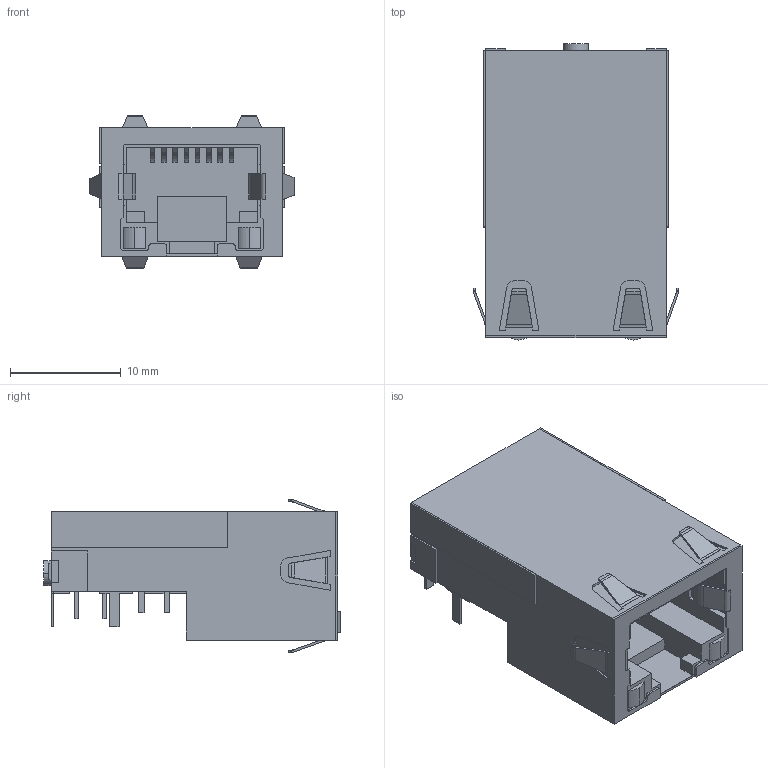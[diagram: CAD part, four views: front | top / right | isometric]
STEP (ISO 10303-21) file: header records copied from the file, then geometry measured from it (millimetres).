
FILE_DESCRIPTION((''),'2;1');
FILE_NAME('TYCO_1888250-1.stp','2012-10-29T11:21:27',(''),(''),'Mechanical Desktop 2011','Mechanical Desktop 2011',', , ');
FILE_SCHEMA(('AUTOMOTIVE_DESIGN { 1 2 10303 214 1 1 1 1 }'));
Length unit declared in the file: millimetre
Products named in the file (1): Product
Bounding box: 18.49 x 26.74 x 13.78 mm (x, y, z)
Volume: 3087.7 mm3; surface area: 5611.5 mm2
Topology: 48 solids, 48 shells, 568 faces, 1354 edges, 882 vertices
Faces by surface type: plane 299, bspline 173, cylinder 96
Entity records: 16691 total; most frequent: CARTESIAN_POINT 3908, ORIENTED_EDGE 2708, DIRECTION 2262, EDGE_CURVE 1354, VECTOR 1142, LINE 1142, VERTEX_POINT 882, EDGE_LOOP 582
